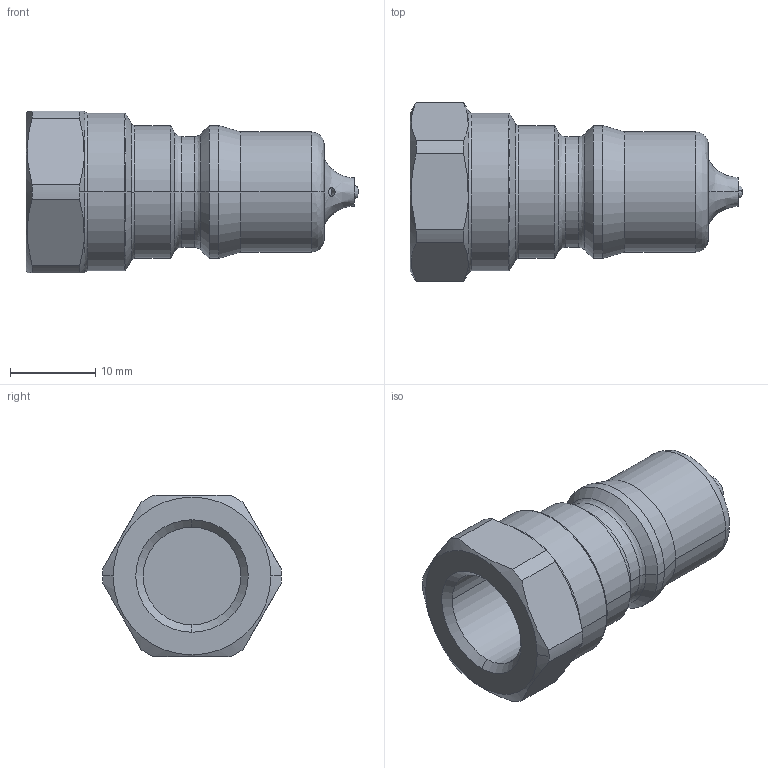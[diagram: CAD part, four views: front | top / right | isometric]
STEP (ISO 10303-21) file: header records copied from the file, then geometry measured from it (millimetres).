
FILE_DESCRIPTION (( 'STEP AP214' ), '1' );
FILE_NAME ('IB2521 V.STEP', '2015-09-02T07:33:16', ( 'admin' ), ( 'Microsoft' ), 'SwSTEP 2.0', 'SolidWorks 2009', '' );
FILE_SCHEMA (( 'AUTOMOTIVE_DESIGN' ));
Length unit declared in the file: millimetre
Products named in the file (1): IB2521 V
Bounding box: 38.95 x 21 x 19 mm (x, y, z)
Volume: 6164.3 mm3; surface area: 2777.6 mm2
Topology: 1 solids, 1 shells, 84 faces, 185 edges, 110 vertices
Faces by surface type: cylinder 31, cone 24, bspline 16, plane 13
Entity records: 2650 total; most frequent: CARTESIAN_POINT 812, DIRECTION 401, ORIENTED_EDGE 370, EDGE_CURVE 185, AXIS2_PLACEMENT_3D 171, VERTEX_POINT 110, CIRCLE 102, EDGE_LOOP 91
